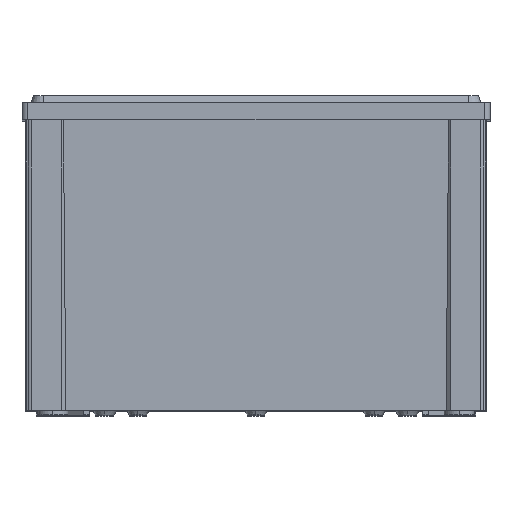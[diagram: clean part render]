
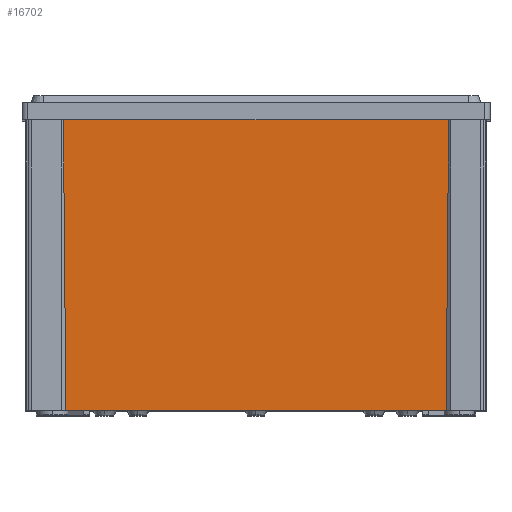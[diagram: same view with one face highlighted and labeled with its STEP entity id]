
A CAD part, top view. The second image highlights one B-rep face of the part: STEP entity #16702.
In plain terms, the highlighted planar face has unit normal (0, -0.009, 1).
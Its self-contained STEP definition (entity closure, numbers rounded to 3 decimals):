
#2227 = CARTESIAN_POINT ( 'NONE',  ( -80.427, -130.118, 145.427 ) ) ;
#3103 = LINE ( 'NONE', #2227, #18169 ) ;
#3454 = CARTESIAN_POINT ( 'NONE',  ( 91.5, -7.2, 146.5 ) ) ;
#3826 = LINE ( 'NONE', #8491, #12460 ) ;
#4227 = CARTESIAN_POINT ( 'NONE',  ( 91.5, -7.2, 146.5 ) ) ;
#4459 = VERTEX_POINT ( 'NONE', #11010 ) ;
#5590 = DIRECTION ( 'NONE',  ( 0., -1., -0.009 ) ) ;
#6720 = EDGE_CURVE ( 'NONE', #4459, #13589, #15475, .T. ) ;
#8491 = CARTESIAN_POINT ( 'NONE',  ( 91.5, -130., 145.428 ) ) ;
#8531 = AXIS2_PLACEMENT_3D ( 'NONE', #4227, #9825, #5590 ) ;
#8821 = ORIENTED_EDGE ( 'NONE', *, *, #16729, .T. ) ;
#9126 = DIRECTION ( 'NONE',  ( -1., 0., 0. ) ) ;
#9199 = EDGE_CURVE ( 'NONE', #14213, #4459, #16523, .T. ) ;
#9418 = ORIENTED_EDGE ( 'NONE', *, *, #17668, .T. ) ;
#9825 = DIRECTION ( 'NONE',  ( 0., -0.009, 1. ) ) ;
#10968 = DIRECTION ( 'NONE',  ( 0.009, -1., -0.009 ) ) ;
#11010 = CARTESIAN_POINT ( 'NONE',  ( 81.5, -7.2, 146.5 ) ) ;
#12016 = CARTESIAN_POINT ( 'NONE',  ( 80.427, -130.118, 145.427 ) ) ;
#12422 = ORIENTED_EDGE ( 'NONE', *, *, #9199, .T. ) ;
#12460 = VECTOR ( 'NONE', #17218, 1000. ) ;
#12708 = FACE_OUTER_BOUND ( 'NONE', #14480, .T. ) ;
#13589 = VERTEX_POINT ( 'NONE', #16660 ) ;
#14213 = VERTEX_POINT ( 'NONE', #15020 ) ;
#14480 = EDGE_LOOP ( 'NONE', ( #8821, #12422, #18018, #9418 ) ) ;
#15020 = CARTESIAN_POINT ( 'NONE',  ( 80.428, -130., 145.428 ) ) ;
#15475 = LINE ( 'NONE', #3454, #15708 ) ;
#15708 = VECTOR ( 'NONE', #9126, 1000. ) ;
#16380 = DIRECTION ( 'NONE',  ( 0.009, 1., 0.009 ) ) ;
#16523 = LINE ( 'NONE', #12016, #17655 ) ;
#16660 = CARTESIAN_POINT ( 'NONE',  ( -81.5, -7.2, 146.5 ) ) ;
#16664 = CARTESIAN_POINT ( 'NONE',  ( -80.428, -130., 145.428 ) ) ;
#16702 = ADVANCED_FACE ( 'NONE', ( #12708 ), #18567, .T. ) ;
#16729 = EDGE_CURVE ( 'NONE', #18194, #14213, #3826, .T. ) ;
#17218 = DIRECTION ( 'NONE',  ( 1., 0., 0. ) ) ;
#17655 = VECTOR ( 'NONE', #16380, 1000. ) ;
#17668 = EDGE_CURVE ( 'NONE', #13589, #18194, #3103, .T. ) ;
#18018 = ORIENTED_EDGE ( 'NONE', *, *, #6720, .T. ) ;
#18169 = VECTOR ( 'NONE', #10968, 1000. ) ;
#18194 = VERTEX_POINT ( 'NONE', #16664 ) ;
#18567 = PLANE ( 'NONE',  #8531 ) ;
